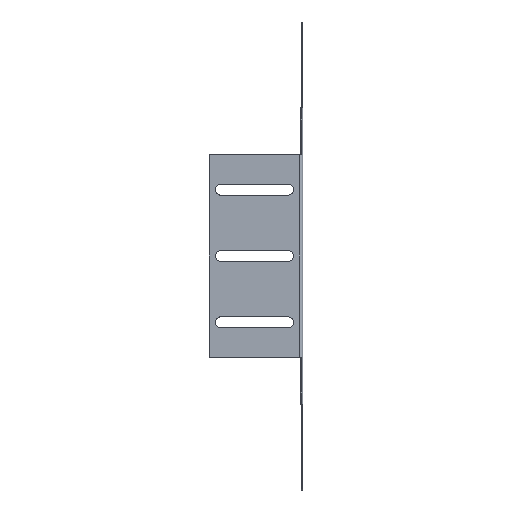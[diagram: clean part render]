
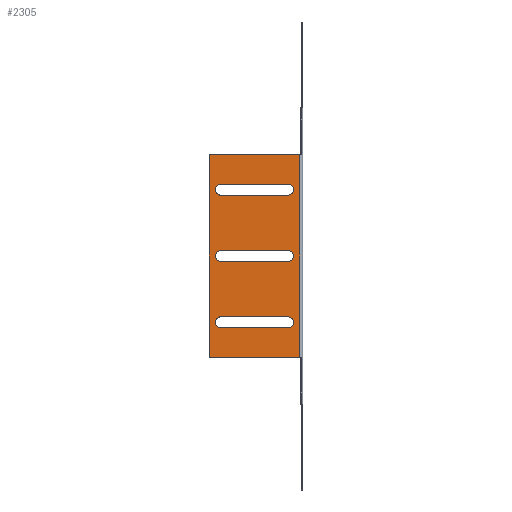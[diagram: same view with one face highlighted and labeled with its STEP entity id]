
A CAD part, front view. The second image highlights one B-rep face of the part: STEP entity #2305.
In plain terms, the highlighted planar face has unit normal (0, -1, 0).
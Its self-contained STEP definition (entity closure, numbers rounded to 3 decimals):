
#25 = LINE ( 'NONE', #861, #574 ) ;
#28 = DIRECTION ( 'NONE',  ( 1., 0., 0. ) ) ;
#31 = CARTESIAN_POINT ( 'NONE',  ( 50.5, -1., 46. ) ) ;
#38 = CARTESIAN_POINT ( 'NONE',  ( 58., -1., 65. ) ) ;
#46 = EDGE_CURVE ( 'NONE', #1012, #1443, #3200, .T. ) ;
#59 = DIRECTION ( 'NONE',  ( -1., 0., 0. ) ) ;
#77 = AXIS2_PLACEMENT_3D ( 'NONE', #2406, #3474, #1064 ) ;
#115 = ORIENTED_EDGE ( 'NONE', *, *, #2414, .F. ) ;
#132 = EDGE_CURVE ( 'NONE', #2251, #2232, #1419, .T. ) ;
#158 = CARTESIAN_POINT ( 'NONE',  ( 7.5, -1., 46. ) ) ;
#164 = CARTESIAN_POINT ( 'NONE',  ( 59., -1., 65. ) ) ;
#209 = DIRECTION ( 'NONE',  ( 0., 0., 1. ) ) ;
#245 = CIRCLE ( 'NONE', #1816, 3.5 ) ;
#266 = EDGE_CURVE ( 'NONE', #2363, #2053, #3372, .T. ) ;
#286 = CARTESIAN_POINT ( 'NONE',  ( 7.5, -1., 39. ) ) ;
#289 = VECTOR ( 'NONE', #3386, 1000. ) ;
#299 = DIRECTION ( 'NONE',  ( 0., 0., 1. ) ) ;
#308 = AXIS2_PLACEMENT_3D ( 'NONE', #1874, #2692, #1351 ) ;
#321 = EDGE_CURVE ( 'NONE', #2363, #2727, #1951, .T. ) ;
#372 = CARTESIAN_POINT ( 'NONE',  ( 50.5, -1., 39. ) ) ;
#426 = VERTEX_POINT ( 'NONE', #2869 ) ;
#477 = DIRECTION ( 'NONE',  ( 0., -1., 0. ) ) ;
#479 = CARTESIAN_POINT ( 'NONE',  ( 50.5, -1., -46. ) ) ;
#528 = EDGE_LOOP ( 'NONE', ( #3336, #631, #1222, #2154 ) ) ;
#548 = DIRECTION ( 'NONE',  ( 0., -1., 0. ) ) ;
#574 = VECTOR ( 'NONE', #59, 1000. ) ;
#599 = VERTEX_POINT ( 'NONE', #2012 ) ;
#601 = ORIENTED_EDGE ( 'NONE', *, *, #3331, .F. ) ;
#624 = ORIENTED_EDGE ( 'NONE', *, *, #1124, .F. ) ;
#631 = ORIENTED_EDGE ( 'NONE', *, *, #1884, .F. ) ;
#678 = VERTEX_POINT ( 'NONE', #946 ) ;
#717 = EDGE_CURVE ( 'NONE', #678, #2366, #1318, .T. ) ;
#771 = DIRECTION ( 'NONE',  ( 1., 0., 0. ) ) ;
#772 = CARTESIAN_POINT ( 'NONE',  ( 7.5, -1., -39. ) ) ;
#773 = FACE_BOUND ( 'NONE', #528, .T. ) ;
#788 = PLANE ( 'NONE',  #308 ) ;
#791 = AXIS2_PLACEMENT_3D ( 'NONE', #1158, #1402, #1110 ) ;
#830 = EDGE_CURVE ( 'NONE', #2232, #2547, #1573, .T. ) ;
#831 = AXIS2_PLACEMENT_3D ( 'NONE', #3439, #2663, #1548 ) ;
#834 = CARTESIAN_POINT ( 'NONE',  ( 7.5, -1., -46. ) ) ;
#861 = CARTESIAN_POINT ( 'NONE',  ( 7.5, -1., 3.5 ) ) ;
#885 = LINE ( 'NONE', #286, #1722 ) ;
#901 = EDGE_CURVE ( 'NONE', #2547, #1268, #1033, .T. ) ;
#922 = VECTOR ( 'NONE', #2876, 1000. ) ;
#946 = CARTESIAN_POINT ( 'NONE',  ( 7.5, -1., 3.5 ) ) ;
#957 = CARTESIAN_POINT ( 'NONE',  ( 0., -1., 150. ) ) ;
#958 = CARTESIAN_POINT ( 'NONE',  ( 58., -1., 150. ) ) ;
#1002 = ORIENTED_EDGE ( 'NONE', *, *, #1703, .F. ) ;
#1012 = VERTEX_POINT ( 'NONE', #372 ) ;
#1033 = CIRCLE ( 'NONE', #791, 3.5 ) ;
#1055 = CARTESIAN_POINT ( 'NONE',  ( 7.5, -1., 42.5 ) ) ;
#1064 = DIRECTION ( 'NONE',  ( 0., 0., 1. ) ) ;
#1103 = ORIENTED_EDGE ( 'NONE', *, *, #830, .F. ) ;
#1110 = DIRECTION ( 'NONE',  ( 0., 0., 1. ) ) ;
#1123 = ORIENTED_EDGE ( 'NONE', *, *, #901, .F. ) ;
#1124 = EDGE_CURVE ( 'NONE', #2727, #426, #1968, .T. ) ;
#1158 = CARTESIAN_POINT ( 'NONE',  ( 7.5, -1., -42.5 ) ) ;
#1222 = ORIENTED_EDGE ( 'NONE', *, *, #1804, .F. ) ;
#1268 = VERTEX_POINT ( 'NONE', #834 ) ;
#1273 = ORIENTED_EDGE ( 'NONE', *, *, #2471, .F. ) ;
#1318 = CIRCLE ( 'NONE', #77, 3.5 ) ;
#1319 = LINE ( 'NONE', #2134, #1507 ) ;
#1351 = DIRECTION ( 'NONE',  ( 0., 0., 1. ) ) ;
#1359 = DIRECTION ( 'NONE',  ( 0., -1., 0. ) ) ;
#1360 = AXIS2_PLACEMENT_3D ( 'NONE', #2968, #1359, #1896 ) ;
#1364 = CARTESIAN_POINT ( 'NONE',  ( 7.5, -1., -39. ) ) ;
#1372 = VECTOR ( 'NONE', #3327, 1000. ) ;
#1402 = DIRECTION ( 'NONE',  ( 0., -1., 0. ) ) ;
#1419 = CIRCLE ( 'NONE', #1360, 3.5 ) ;
#1443 = VERTEX_POINT ( 'NONE', #31 ) ;
#1484 = LINE ( 'NONE', #2321, #1626 ) ;
#1507 = VECTOR ( 'NONE', #771, 1000. ) ;
#1548 = DIRECTION ( 'NONE',  ( 0., 0., 1. ) ) ;
#1573 = LINE ( 'NONE', #772, #1603 ) ;
#1580 = CARTESIAN_POINT ( 'NONE',  ( 7.5, -1., 39. ) ) ;
#1582 = VERTEX_POINT ( 'NONE', #3462 ) ;
#1603 = VECTOR ( 'NONE', #3468, 1000. ) ;
#1626 = VECTOR ( 'NONE', #3400, 1000. ) ;
#1703 = EDGE_CURVE ( 'NONE', #426, #2053, #2182, .T. ) ;
#1722 = VECTOR ( 'NONE', #28, 1000. ) ;
#1725 = CIRCLE ( 'NONE', #2803, 3.5 ) ;
#1751 = CARTESIAN_POINT ( 'NONE',  ( 7.5, -1., -3.5 ) ) ;
#1762 = DIRECTION ( 'NONE',  ( 0., 0., -1. ) ) ;
#1795 = EDGE_LOOP ( 'NONE', ( #2346, #1827, #1002, #624 ) ) ;
#1804 = EDGE_CURVE ( 'NONE', #1443, #599, #3380, .T. ) ;
#1816 = AXIS2_PLACEMENT_3D ( 'NONE', #1055, #477, #209 ) ;
#1827 = ORIENTED_EDGE ( 'NONE', *, *, #266, .T. ) ;
#1874 = CARTESIAN_POINT ( 'NONE',  ( 0., -1., 150. ) ) ;
#1884 = EDGE_CURVE ( 'NONE', #599, #3093, #245, .T. ) ;
#1896 = DIRECTION ( 'NONE',  ( 0., 0., 1. ) ) ;
#1912 = DIRECTION ( 'NONE',  ( -1., 0., 0. ) ) ;
#1951 = LINE ( 'NONE', #164, #289 ) ;
#1958 = ORIENTED_EDGE ( 'NONE', *, *, #3125, .F. ) ;
#1966 = VERTEX_POINT ( 'NONE', #3233 ) ;
#1968 = LINE ( 'NONE', #958, #1372 ) ;
#2012 = CARTESIAN_POINT ( 'NONE',  ( 7.5, -1., 46. ) ) ;
#2015 = CARTESIAN_POINT ( 'NONE',  ( 0., -1., 65. ) ) ;
#2053 = VERTEX_POINT ( 'NONE', #3096 ) ;
#2085 = VECTOR ( 'NONE', #1762, 1000. ) ;
#2126 = CARTESIAN_POINT ( 'NONE',  ( 50.5, -1., 0. ) ) ;
#2134 = CARTESIAN_POINT ( 'NONE',  ( 7.5, -1., -3.5 ) ) ;
#2137 = FACE_BOUND ( 'NONE', #2375, .T. ) ;
#2154 = ORIENTED_EDGE ( 'NONE', *, *, #46, .F. ) ;
#2182 = LINE ( 'NONE', #2508, #3272 ) ;
#2232 = VERTEX_POINT ( 'NONE', #3430 ) ;
#2251 = VERTEX_POINT ( 'NONE', #479 ) ;
#2272 = ORIENTED_EDGE ( 'NONE', *, *, #132, .F. ) ;
#2305 = ADVANCED_FACE ( 'NONE', ( #3196, #2137, #773, #3211 ), #788, .F. ) ;
#2321 = CARTESIAN_POINT ( 'NONE',  ( 7.5, -1., -46. ) ) ;
#2346 = ORIENTED_EDGE ( 'NONE', *, *, #321, .F. ) ;
#2363 = VERTEX_POINT ( 'NONE', #2015 ) ;
#2366 = VERTEX_POINT ( 'NONE', #1751 ) ;
#2375 = EDGE_LOOP ( 'NONE', ( #115, #3346, #1273, #1958 ) ) ;
#2406 = CARTESIAN_POINT ( 'NONE',  ( 7.5, -1., 0. ) ) ;
#2414 = EDGE_CURVE ( 'NONE', #2366, #1582, #1319, .T. ) ;
#2471 = EDGE_CURVE ( 'NONE', #1966, #678, #25, .T. ) ;
#2508 = CARTESIAN_POINT ( 'NONE',  ( 59., -1., -65. ) ) ;
#2547 = VERTEX_POINT ( 'NONE', #1364 ) ;
#2663 = DIRECTION ( 'NONE',  ( 0., -1., 0. ) ) ;
#2692 = DIRECTION ( 'NONE',  ( 0., 1., 0. ) ) ;
#2727 = VERTEX_POINT ( 'NONE', #38 ) ;
#2803 = AXIS2_PLACEMENT_3D ( 'NONE', #2126, #548, #299 ) ;
#2869 = CARTESIAN_POINT ( 'NONE',  ( 58., -1., -65. ) ) ;
#2876 = DIRECTION ( 'NONE',  ( -1., 0., 0. ) ) ;
#2918 = EDGE_LOOP ( 'NONE', ( #601, #1123, #1103, #2272 ) ) ;
#2962 = EDGE_CURVE ( 'NONE', #3093, #1012, #885, .T. ) ;
#2968 = CARTESIAN_POINT ( 'NONE',  ( 50.5, -1., -42.5 ) ) ;
#3093 = VERTEX_POINT ( 'NONE', #1580 ) ;
#3096 = CARTESIAN_POINT ( 'NONE',  ( 0., -1., -65. ) ) ;
#3125 = EDGE_CURVE ( 'NONE', #1582, #1966, #1725, .T. ) ;
#3196 = FACE_BOUND ( 'NONE', #2918, .T. ) ;
#3200 = CIRCLE ( 'NONE', #831, 3.5 ) ;
#3211 = FACE_OUTER_BOUND ( 'NONE', #1795, .T. ) ;
#3233 = CARTESIAN_POINT ( 'NONE',  ( 50.5, -1., 3.5 ) ) ;
#3272 = VECTOR ( 'NONE', #1912, 1000. ) ;
#3327 = DIRECTION ( 'NONE',  ( 0., 0., -1. ) ) ;
#3331 = EDGE_CURVE ( 'NONE', #1268, #2251, #1484, .T. ) ;
#3336 = ORIENTED_EDGE ( 'NONE', *, *, #2962, .F. ) ;
#3346 = ORIENTED_EDGE ( 'NONE', *, *, #717, .F. ) ;
#3372 = LINE ( 'NONE', #957, #2085 ) ;
#3380 = LINE ( 'NONE', #158, #922 ) ;
#3386 = DIRECTION ( 'NONE',  ( 1., 0., 0. ) ) ;
#3400 = DIRECTION ( 'NONE',  ( 1., 0., 0. ) ) ;
#3430 = CARTESIAN_POINT ( 'NONE',  ( 50.5, -1., -39. ) ) ;
#3439 = CARTESIAN_POINT ( 'NONE',  ( 50.5, -1., 42.5 ) ) ;
#3462 = CARTESIAN_POINT ( 'NONE',  ( 50.5, -1., -3.5 ) ) ;
#3468 = DIRECTION ( 'NONE',  ( -1., 0., 0. ) ) ;
#3474 = DIRECTION ( 'NONE',  ( 0., -1., 0. ) ) ;
